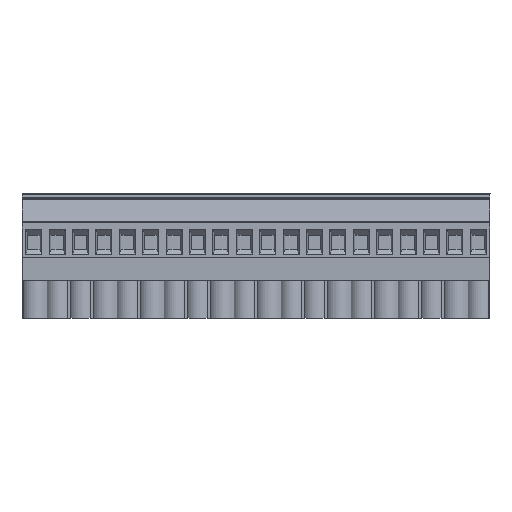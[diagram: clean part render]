
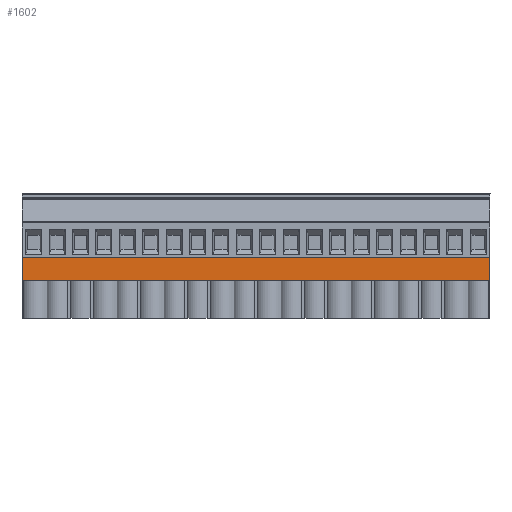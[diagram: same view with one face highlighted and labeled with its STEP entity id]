
A CAD part, top view. The second image highlights one B-rep face of the part: STEP entity #1602.
In plain terms, the highlighted planar face has unit normal (0, 0, 1).
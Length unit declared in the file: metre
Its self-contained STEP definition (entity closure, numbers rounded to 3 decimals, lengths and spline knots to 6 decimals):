
#1602=ADVANCED_FACE('',(#3381),#3382,.F.);
#3381=FACE_OUTER_BOUND('',#5223,.T.);
#3382=PLANE('',#5224);
#5223=EDGE_LOOP('',(#9832,#9833,#9834,#9835));
#5224=AXIS2_PLACEMENT_3D('',#9836,#9837,#9838);
#9832=ORIENTED_EDGE('',*,*,#12003,.T.);
#9833=ORIENTED_EDGE('',*,*,#10552,.T.);
#9834=ORIENTED_EDGE('',*,*,#12210,.F.);
#9835=ORIENTED_EDGE('',*,*,#12211,.F.);
#9836=CARTESIAN_POINT('',(-0.00508,0.004997,0.));
#9837=DIRECTION('',(0.,0.,-1.0));
#9838=DIRECTION('',(0.0,-1.0,0.));
#10552=EDGE_CURVE('',#12613,#12614,#12615,.T.);
#12003=EDGE_CURVE('',#14776,#12613,#14777,.T.);
#12210=EDGE_CURVE('',#15001,#12614,#15002,.T.);
#12211=EDGE_CURVE('',#14776,#15001,#15003,.T.);
#12613=VERTEX_POINT('',#15525);
#12614=VERTEX_POINT('',#15526);
#12615=LINE('',#15527,#15528);
#14776=VERTEX_POINT('',#18582);
#14777=LINE('',#18583,#18584);
#15001=VERTEX_POINT('',#18880);
#15002=LINE('',#18881,#18882);
#15003=LINE('',#18883,#18884);
#15525=CARTESIAN_POINT('',(0.1016,0.0,0.0));
#15526=CARTESIAN_POINT('',(0.1016,0.005,0.0));
#15527=CARTESIAN_POINT('',(0.1016,0.004997,0.0));
#15528=VECTOR('',#19216,1.0);
#18582=CARTESIAN_POINT('',(0.0,0.,0.));
#18583=CARTESIAN_POINT('',(-0.00508,0.,0.));
#18584=VECTOR('',#20635,1.0);
#18880=CARTESIAN_POINT('',(0.0,0.005,0.));
#18881=CARTESIAN_POINT('',(-0.00508,0.005,0.));
#18882=VECTOR('',#20759,1.0);
#18883=CARTESIAN_POINT('',(0.0,0.004997,0.));
#18884=VECTOR('',#20760,1.0);
#19216=DIRECTION('',(0.,1.0,0.));
#20635=DIRECTION('',(1.0,0.,0.));
#20759=DIRECTION('',(1.0,0.,0.));
#20760=DIRECTION('',(0.,1.0,0.));
